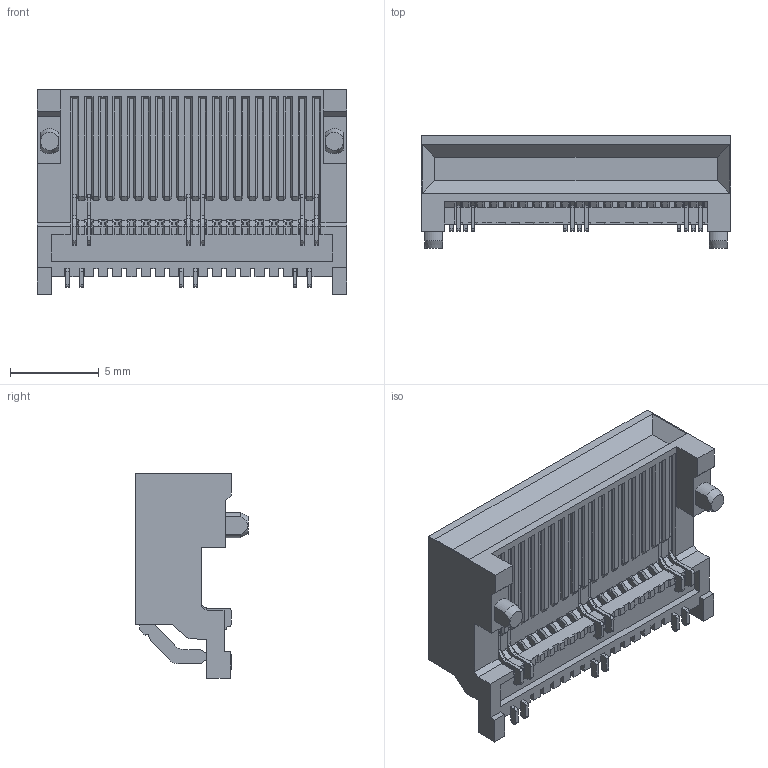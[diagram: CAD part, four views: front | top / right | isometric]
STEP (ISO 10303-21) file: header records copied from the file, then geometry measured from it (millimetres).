
FILE_DESCRIPTION(/* description */ (''),/* implementation_level */ '2;1');
FILE_NAME(/* name */ '8A36-2x30',/* time_stamp */ '2007-02-20T08:29:55-06:00',/* author */ (''),/* organization */ (''),/* preprocessor_version */ 'ST-DEVELOPER v9',/* originating_system */ 'UGS - NX 3.0',/* authorisation */ '');
FILE_SCHEMA (('CONFIG_CONTROL_DESIGN'));
Length unit declared in the file: millimetre
Products named in the file (1): a0p7F347rkf3
Bounding box: 17.4 x 6.3 x 11.5 mm (x, y, z)
Volume: 589.6 mm3; surface area: 837.4 mm2
Topology: 1 solids, 1 shells, 1437 faces, 4167 edges, 2681 vertices
Faces by surface type: plane 1260, cylinder 173, cone 4
Entity records: 46554 total; most frequent: CARTESIAN_POINT 8401, ORIENTED_EDGE 8334, DIRECTION 7368, EDGE_CURVE 4167, LINE 3792, VECTOR 3792, VERTEX_POINT 2681, AXIS2_PLACEMENT_3D 1788
